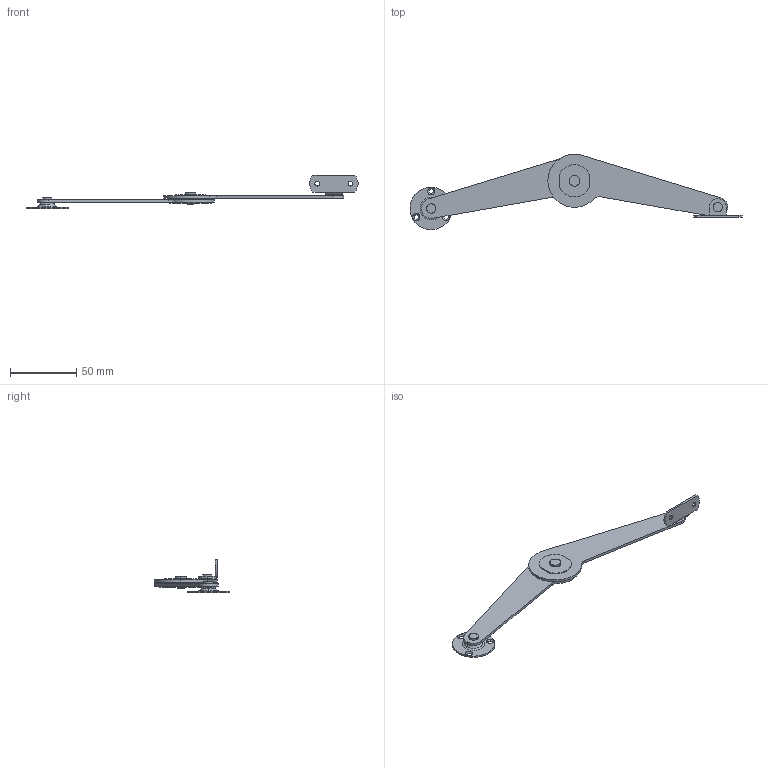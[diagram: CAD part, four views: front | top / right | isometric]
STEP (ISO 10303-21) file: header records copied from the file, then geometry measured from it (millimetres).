
FILE_DESCRIPTION (( 'STEP AP214' ), '1' );
FILE_NAME ('B-38-1-R_Œö.STEP', '2008-07-30T02:01:07', ( ' ' ), ( ' ' ), 'SwSTEP 2.0', 'SolidWorks 2007', '' );
FILE_SCHEMA (( 'AUTOMOTIVE_DESIGN' ));
Length unit declared in the file: millimetre
Products named in the file (11): B-38-1蓋側ブラケット_公_ﾃﾞﾌｫﾙﾄ; B-38-1僶僱峾嵗嬥_岞_棉太倌; B-38-1儚僢僔儍乕B_岞_棉太倌; B-38-1枠側ブラケット_公_ﾃﾞﾌｫﾙﾄ; B-38-1偐偟傔僺儞B_岞_棉太倌; B-38-1-R_公; B-38-1偐偟傔僺儞C_岞_棉太倌; B-38-1儚僢僔儍乕A_岞_棉太倌; B-38-1傾乕儉B_岞_棉太倌; B-38-1-R傾乕儉A_岞_棉太倌; B-38-1偐偟傔僺儞A_岞_棉太倌
Assembly tree (11 placements, depth 2):
  B-38-1-R_公
    B-38-1儚僢僔儍乕A_岞_棉太倌
    B-38-1僶僱峾嵗嬥_岞_棉太倌
    B-38-1傾乕儉B_岞_棉太倌
    B-38-1儚僢僔儍乕B_岞_棉太倌  x2
    B-38-1偐偟傔僺儞C_岞_棉太倌
    B-38-1偐偟傔僺儞B_岞_棉太倌
    B-38-1枠側ブラケット_公_ﾃﾞﾌｫﾙﾄ
    B-38-1蓋側ブラケット_公_ﾃﾞﾌｫﾙﾄ
    B-38-1偐偟傔僺儞A_岞_棉太倌
    B-38-1-R傾乕儉A_岞_棉太倌
Bounding box: 250.39 x 56.86 x 25.5 mm (x, y, z)
Volume: 16027.6 mm3; surface area: 20173.5 mm2
Topology: 11 solids, 11 shells, 151 faces, 338 edges, 218 vertices
Faces by surface type: cylinder 81, plane 48, cone 14, torus 8
Entity records: 4546 total; most frequent: DIRECTION 834, CARTESIAN_POINT 695, ORIENTED_EDGE 652, AXIS2_PLACEMENT_3D 349, EDGE_CURVE 326, VERTEX_POINT 210, EDGE_LOOP 190, CIRCLE 190
